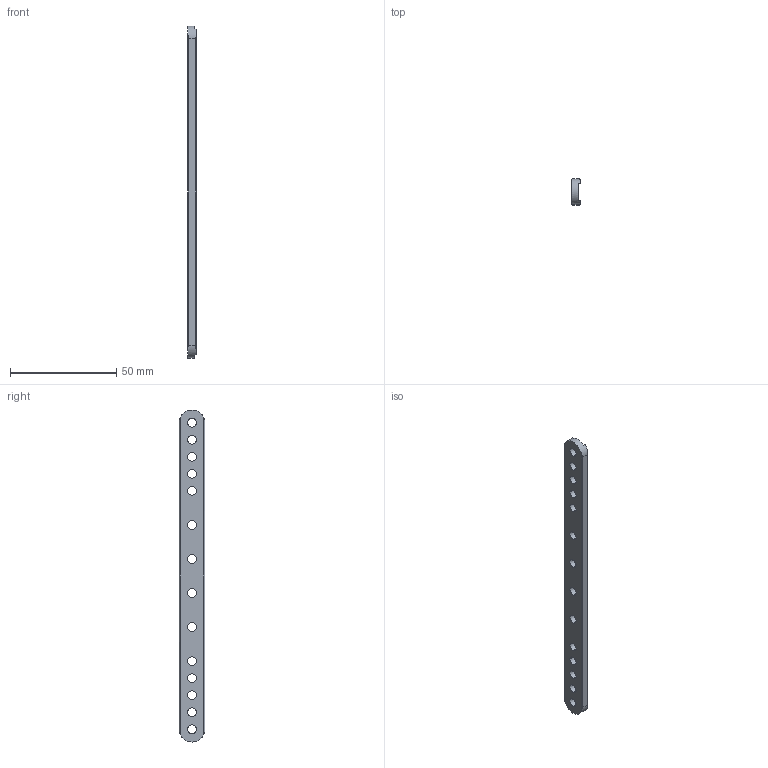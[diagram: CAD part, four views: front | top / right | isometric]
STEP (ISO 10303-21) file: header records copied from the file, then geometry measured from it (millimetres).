
FILE_DESCRIPTION (( 'STEP AP214' ), '1' );
FILE_NAME ('Beam0412-156µ¥¿×Áº.step', '2016-10-28T04:04:13', ( 'dell' ), ( '' ), 'SwSTEP 2.0', 'SolidWorks 2013', '' );
FILE_SCHEMA (( 'AUTOMOTIVE_DESIGN' ));
Length unit declared in the file: millimetre
Products named in the file (1): Beam0412-156等謂褽
Bounding box: 4 x 12 x 156 mm (x, y, z)
Volume: 5535.6 mm3; surface area: 5292.5 mm2
Topology: 1 solids, 1 shells, 45 faces, 129 edges, 86 vertices
Faces by surface type: cylinder 37, plane 8
Entity records: 1665 total; most frequent: CARTESIAN_POINT 351, DIRECTION 275, ORIENTED_EDGE 258, EDGE_CURVE 129, AXIS2_PLACEMENT_3D 112, VERTEX_POINT 86, EDGE_LOOP 73, CIRCLE 66
